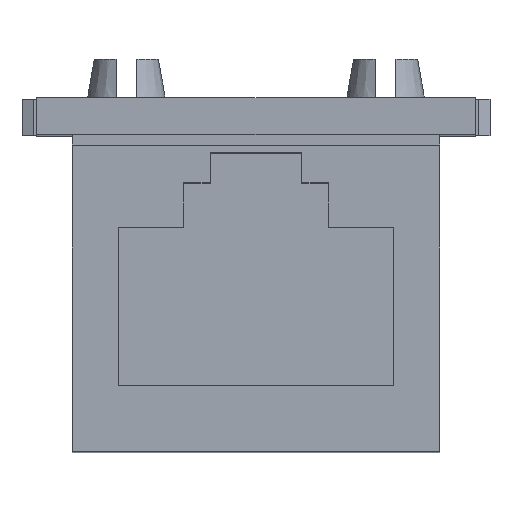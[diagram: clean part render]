
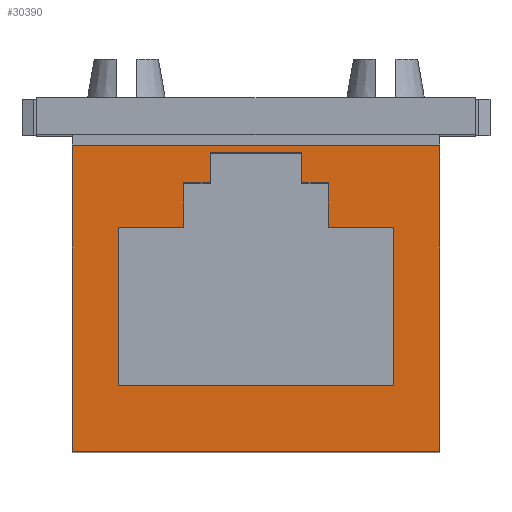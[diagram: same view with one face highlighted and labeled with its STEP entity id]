
A CAD part, top view. The second image highlights one B-rep face of the part: STEP entity #30390.
In plain terms, the highlighted face is planar.
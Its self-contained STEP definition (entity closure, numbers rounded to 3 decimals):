
#1270=CARTESIAN_POINT('',(74.533,33.684,13.8));
#1280=VERTEX_POINT('',#1270);
#1310=CARTESIAN_POINT('',(74.533,33.684,0.));
#1320=DIRECTION('',(0.,0.,1.));
#1330=VECTOR('',#1320,1.);
#1340=LINE('',#1310,#1330);
#1350=CARTESIAN_POINT('',(74.533,33.684,0.5));
#1360=VERTEX_POINT('',#1350);
#1370=EDGE_CURVE('',#1360,#1280,#1340,.T.);
#8160=CARTESIAN_POINT('',(74.533,49.684,0.5));
#8170=VERTEX_POINT('',#8160);
#8200=CARTESIAN_POINT('',(74.533,49.684,13.7));
#8210=DIRECTION('',(0.,0.,1.));
#8220=VECTOR('',#8210,1.);
#8230=LINE('',#8200,#8220);
#8240=CARTESIAN_POINT('',(74.533,49.684,13.8));
#8250=VERTEX_POINT('',#8240);
#8260=EDGE_CURVE('',#8170,#8250,#8230,.T.);
#27650=CARTESIAN_POINT('',(74.533,0.,0.8));
#27660=DIRECTION('',(0.,-1.,0.));
#27670=VECTOR('',#27660,1.);
#27680=LINE('',#27650,#27670);
#27690=CARTESIAN_POINT('',(74.533,43.684,0.8));
#27700=VERTEX_POINT('',#27690);
#27710=CARTESIAN_POINT('',(74.533,39.684,0.8));
#27720=VERTEX_POINT('',#27710);
#27730=EDGE_CURVE('',#27700,#27720,#27680,.T.);
#28120=CARTESIAN_POINT('',(74.533,39.684,0.));
#28130=DIRECTION('',(0.,0.,1.));
#28140=VECTOR('',#28130,1.);
#28150=LINE('',#28120,#28140);
#28160=CARTESIAN_POINT('',(74.533,39.684,2.1));
#28170=VERTEX_POINT('',#28160);
#28180=EDGE_CURVE('',#27720,#28170,#28150,.T.);
#28500=CARTESIAN_POINT('',(74.533,0.,2.1));
#28510=DIRECTION('',(0.,-1.,0.));
#28520=VECTOR('',#28510,1.);
#28530=LINE('',#28500,#28520);
#28540=CARTESIAN_POINT('',(74.533,38.534,2.1));
#28550=VERTEX_POINT('',#28540);
#28560=EDGE_CURVE('',#28170,#28550,#28530,.T.);
#28880=CARTESIAN_POINT('',(74.533,38.534,0.));
#28890=DIRECTION('',(0.,0.,1.));
#28900=VECTOR('',#28890,1.);
#28910=LINE('',#28880,#28900);
#28920=CARTESIAN_POINT('',(74.533,38.534,4.05));
#28930=VERTEX_POINT('',#28920);
#28940=EDGE_CURVE('',#28550,#28930,#28910,.T.);
#29500=CARTESIAN_POINT('',(74.533,32.134,0.));
#29510=DIRECTION('',(1.,0.,0.));
#29520=DIRECTION('',(0.,-1.,0.));
#29530=AXIS2_PLACEMENT_3D('',#29500,#29510,#29520);
#29540=PLANE('',#29530);
#29550=ORIENTED_EDGE('',*,*,#1370,.F.);
#29560=CARTESIAN_POINT('',(74.533,0.,13.8));
#29570=DIRECTION('',(0.,1.,0.));
#29580=VECTOR('',#29570,1.);
#29590=LINE('',#29560,#29580);
#29600=EDGE_CURVE('',#1280,#8250,#29590,.T.);
#29610=ORIENTED_EDGE('',*,*,#29600,.F.);
#29620=ORIENTED_EDGE('',*,*,#8260,.T.);
#29630=CARTESIAN_POINT('',(74.533,0.,0.5));
#29640=DIRECTION('',(0.,1.,0.));
#29650=VECTOR('',#29640,1.);
#29660=LINE('',#29630,#29650);
#29670=EDGE_CURVE('',#1360,#8170,#29660,.T.);
#29680=ORIENTED_EDGE('',*,*,#29670,.T.);
#29690=EDGE_LOOP('',(#29680,#29620,#29610,#29550));
#29700=FACE_OUTER_BOUND('',#29690,.T.);
#29710=CARTESIAN_POINT('',(74.533,0.,2.1));
#29720=DIRECTION('',(0.,-1.,0.));
#29730=VECTOR('',#29720,1.);
#29740=LINE('',#29710,#29730);
#29750=CARTESIAN_POINT('',(74.533,44.834,2.1));
#29760=VERTEX_POINT('',#29750);
#29770=CARTESIAN_POINT('',(74.533,43.684,2.1));
#29780=VERTEX_POINT('',#29770);
#29790=EDGE_CURVE('',#29760,#29780,#29740,.T.);
#29800=ORIENTED_EDGE('',*,*,#29790,.T.);
#29810=CARTESIAN_POINT('',(74.533,44.834,0.));
#29820=DIRECTION('',(0.,0.,-1.));
#29830=VECTOR('',#29820,1.);
#29840=LINE('',#29810,#29830);
#29850=CARTESIAN_POINT('',(74.533,44.834,4.05));
#29860=VERTEX_POINT('',#29850);
#29870=EDGE_CURVE('',#29860,#29760,#29840,.T.);
#29880=ORIENTED_EDGE('',*,*,#29870,.T.);
#29890=CARTESIAN_POINT('',(74.533,0.,4.05));
#29900=DIRECTION('',(0.,-1.,0.));
#29910=VECTOR('',#29900,1.);
#29920=LINE('',#29890,#29910);
#29930=CARTESIAN_POINT('',(74.533,47.684,4.05));
#29940=VERTEX_POINT('',#29930);
#29950=EDGE_CURVE('',#29940,#29860,#29920,.T.);
#29960=ORIENTED_EDGE('',*,*,#29950,.T.);
#29970=CARTESIAN_POINT('',(74.533,47.684,0.));
#29980=DIRECTION('',(0.,0.,-1.));
#29990=VECTOR('',#29980,1.);
#30000=LINE('',#29970,#29990);
#30010=CARTESIAN_POINT('',(74.533,47.684,10.95));
#30020=VERTEX_POINT('',#30010);
#30030=EDGE_CURVE('',#30020,#29940,#30000,.T.);
#30040=ORIENTED_EDGE('',*,*,#30030,.T.);
#30050=CARTESIAN_POINT('',(74.533,0.,10.95));
#30060=DIRECTION('',(0.,1.,0.));
#30070=VECTOR('',#30060,1.);
#30080=LINE('',#30050,#30070);
#30090=CARTESIAN_POINT('',(74.533,35.684,10.95));
#30100=VERTEX_POINT('',#30090);
#30110=EDGE_CURVE('',#30100,#30020,#30080,.T.);
#30120=ORIENTED_EDGE('',*,*,#30110,.T.);
#30130=CARTESIAN_POINT('',(74.533,35.684,0.));
#30140=DIRECTION('',(0.,0.,1.));
#30150=VECTOR('',#30140,1.);
#30160=LINE('',#30130,#30150);
#30170=CARTESIAN_POINT('',(74.533,35.684,4.05));
#30180=VERTEX_POINT('',#30170);
#30190=EDGE_CURVE('',#30180,#30100,#30160,.T.);
#30200=ORIENTED_EDGE('',*,*,#30190,.T.);
#30210=CARTESIAN_POINT('',(74.533,0.,4.05));
#30220=DIRECTION('',(0.,-1.,0.));
#30230=VECTOR('',#30220,1.);
#30240=LINE('',#30210,#30230);
#30250=EDGE_CURVE('',#28930,#30180,#30240,.T.);
#30260=ORIENTED_EDGE('',*,*,#30250,.T.);
#30270=ORIENTED_EDGE('',*,*,#28940,.T.);
#30280=ORIENTED_EDGE('',*,*,#28560,.T.);
#30290=ORIENTED_EDGE('',*,*,#28180,.T.);
#30300=ORIENTED_EDGE('',*,*,#27730,.T.);
#30310=CARTESIAN_POINT('',(74.533,43.684,0.));
#30320=DIRECTION('',(0.,0.,-1.));
#30330=VECTOR('',#30320,1.);
#30340=LINE('',#30310,#30330);
#30350=EDGE_CURVE('',#29780,#27700,#30340,.T.);
#30360=ORIENTED_EDGE('',*,*,#30350,.T.);
#30370=EDGE_LOOP('',(#30360,#30300,#30290,#30280,#30270,#30260,#30200,
#30120,#30040,#29960,#29880,#29800));
#30380=FACE_BOUND('',#30370,.T.);
#30390=ADVANCED_FACE('',(#29700,#30380),#29540,.T.);
